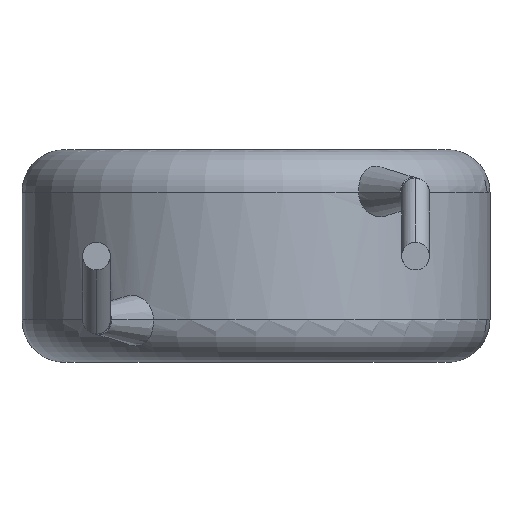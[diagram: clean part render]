
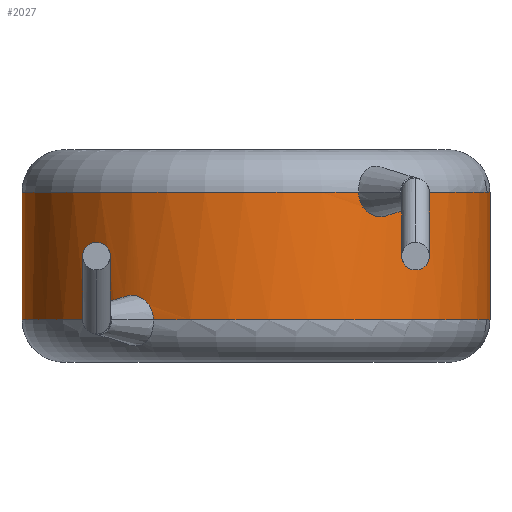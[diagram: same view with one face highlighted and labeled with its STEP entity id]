
A CAD part, front view. The second image highlights one B-rep face of the part: STEP entity #2027.
In plain terms, the highlighted cylindrical face has radius 5.5 mm (diameter 11 mm), a partial arc.
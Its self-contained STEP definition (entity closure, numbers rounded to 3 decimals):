
#62 = CARTESIAN_POINT ( 'NONE',  ( -5.5, 0., 4. ) ) ;
#118 = CARTESIAN_POINT ( 'NONE',  ( 0., 0., 4. ) ) ;
#248 = CARTESIAN_POINT ( 'NONE',  ( -2.409, -4.945, 1. ) ) ;
#335 = AXIS2_PLACEMENT_3D ( 'NONE', #2860, #585, #3804 ) ;
#457 = CARTESIAN_POINT ( 'NONE',  ( -2.409, -4.945, 1. ) ) ;
#458 = DIRECTION ( 'NONE',  ( 1., 0., 0. ) ) ;
#478 = CARTESIAN_POINT ( 'NONE',  ( 2.791, -4.742, 3.421 ) ) ;
#488 = VERTEX_POINT ( 'NONE', #3213 ) ;
#578 = CARTESIAN_POINT ( 'NONE',  ( -2.409, -4.945, 1.154 ) ) ;
#585 = DIRECTION ( 'NONE',  ( 0., 0., -1. ) ) ;
#599 = VERTEX_POINT ( 'NONE', #1256 ) ;
#615 = ORIENTED_EDGE ( 'NONE', *, *, #2515, .F. ) ;
#675 = VECTOR ( 'NONE', #1796, 1000. ) ;
#685 = VERTEX_POINT ( 'NONE', #3279 ) ;
#786 = CARTESIAN_POINT ( 'NONE',  ( 0., 0., 1. ) ) ;
#805 = DIRECTION ( 'NONE',  ( 1., 0., 0. ) ) ;
#808 = CARTESIAN_POINT ( 'NONE',  ( 3.399, -4.324, 4. ) ) ;
#819 = CARTESIAN_POINT ( 'NONE',  ( 3.049, -4.58, 3.421 ) ) ;
#936 = CIRCLE ( 'NONE', #335, 5.5 ) ;
#1100 = DIRECTION ( 'NONE',  ( 0., 0., -1. ) ) ;
#1101 = DIRECTION ( 'NONE',  ( -1., 0., 0. ) ) ;
#1110 = ORIENTED_EDGE ( 'NONE', *, *, #2041, .T. ) ;
#1127 = ORIENTED_EDGE ( 'NONE', *, *, #2218, .T. ) ;
#1155 = CARTESIAN_POINT ( 'NONE',  ( 5.5, 0., 4. ) ) ;
#1191 = CARTESIAN_POINT ( 'NONE',  ( 2.409, -4.945, 3.846 ) ) ;
#1221 = CARTESIAN_POINT ( 'NONE',  ( -3.173, -4.494, 1.519 ) ) ;
#1256 = CARTESIAN_POINT ( 'NONE',  ( -3.399, -4.324, 1. ) ) ;
#1257 = AXIS2_PLACEMENT_3D ( 'NONE', #118, #1100, #458 ) ;
#1341 = EDGE_CURVE ( 'NONE', #2896, #685, #2926, .T. ) ;
#1459 = ORIENTED_EDGE ( 'NONE', *, *, #1341, .F. ) ;
#1505 = FACE_OUTER_BOUND ( 'NONE', #2538, .T. ) ;
#1524 = CARTESIAN_POINT ( 'NONE',  ( 2.658, -4.816, 3.483 ) ) ;
#1591 = EDGE_CURVE ( 'NONE', #488, #2760, #936, .T. ) ;
#1796 = DIRECTION ( 'NONE',  ( 0., 0., -1. ) ) ;
#1845 = CARTESIAN_POINT ( 'NONE',  ( -3.349, -4.364, 1.303 ) ) ;
#1870 = B_SPLINE_CURVE_WITH_KNOTS ( 'NONE', 3,
 ( #2163, #1191, #4052, #1524, #478, #819, #2478, #3768, #2454, #4033 ),
 .UNSPECIFIED., .F., .F.,
 ( 4, 2, 2, 2, 4 ),
 ( 0., 0., 0.001, 0.001, 0.002 ),
 .UNSPECIFIED. ) ;
#1947 = CARTESIAN_POINT ( 'NONE',  ( -5.5, 0., 1. ) ) ;
#1983 = VERTEX_POINT ( 'NONE', #1947 ) ;
#2014 = ORIENTED_EDGE ( 'NONE', *, *, #3987, .T. ) ;
#2021 = AXIS2_PLACEMENT_3D ( 'NONE', #786, #2796, #805 ) ;
#2027 = ADVANCED_FACE ( 'NONE', ( #1505 ), #2102, .T. ) ;
#2041 = EDGE_CURVE ( 'NONE', #4208, #685, #3477, .T. ) ;
#2102 = CYLINDRICAL_SURFACE ( 'NONE', #3917, 5.5 ) ;
#2163 = CARTESIAN_POINT ( 'NONE',  ( 2.409, -4.945, 4. ) ) ;
#2184 = ORIENTED_EDGE ( 'NONE', *, *, #2298, .T. ) ;
#2218 = EDGE_CURVE ( 'NONE', #2896, #4064, #2966, .T. ) ;
#2298 = EDGE_CURVE ( 'NONE', #2760, #1983, #3164, .T. ) ;
#2363 = AXIS2_PLACEMENT_3D ( 'NONE', #3616, #2692, #3988 ) ;
#2377 = EDGE_CURVE ( 'NONE', #488, #4064, #1870, .T. ) ;
#2427 = CARTESIAN_POINT ( 'NONE',  ( -5.5, 0., 5. ) ) ;
#2454 = CARTESIAN_POINT ( 'NONE',  ( 3.399, -4.324, 3.846 ) ) ;
#2478 = CARTESIAN_POINT ( 'NONE',  ( 3.173, -4.494, 3.481 ) ) ;
#2515 = EDGE_CURVE ( 'NONE', #4208, #599, #2888, .T. ) ;
#2532 = CARTESIAN_POINT ( 'NONE',  ( -3.399, -4.324, 1. ) ) ;
#2538 = EDGE_LOOP ( 'NONE', ( #1459, #1127, #3783, #4102, #2184, #2014, #615, #1110 ) ) ;
#2692 = DIRECTION ( 'NONE',  ( 0., 0., 1. ) ) ;
#2760 = VERTEX_POINT ( 'NONE', #62 ) ;
#2796 = DIRECTION ( 'NONE',  ( 0., 0., 1. ) ) ;
#2860 = CARTESIAN_POINT ( 'NONE',  ( 0., 0., 4. ) ) ;
#2864 = CARTESIAN_POINT ( 'NONE',  ( -3.049, -4.58, 1.579 ) ) ;
#2888 = B_SPLINE_CURVE_WITH_KNOTS ( 'NONE', 3,
 ( #248, #578, #3205, #3160, #3507, #2864, #1221, #1845, #4108, #2532 ),
 .UNSPECIFIED., .F., .F.,
 ( 4, 2, 2, 2, 4 ),
 ( 0., 0., 0.001, 0.001, 0.002 ),
 .UNSPECIFIED. ) ;
#2896 = VERTEX_POINT ( 'NONE', #1155 ) ;
#2926 = LINE ( 'NONE', #3103, #675 ) ;
#2966 = CIRCLE ( 'NONE', #1257, 5.5 ) ;
#3103 = CARTESIAN_POINT ( 'NONE',  ( 5.5, 0., 5. ) ) ;
#3160 = CARTESIAN_POINT ( 'NONE',  ( -2.658, -4.816, 1.517 ) ) ;
#3164 = LINE ( 'NONE', #2427, #3517 ) ;
#3205 = CARTESIAN_POINT ( 'NONE',  ( -2.467, -4.917, 1.304 ) ) ;
#3213 = CARTESIAN_POINT ( 'NONE',  ( 2.409, -4.945, 4. ) ) ;
#3279 = CARTESIAN_POINT ( 'NONE',  ( 5.5, 0., 1. ) ) ;
#3344 = CARTESIAN_POINT ( 'NONE',  ( 0., 0., 5. ) ) ;
#3363 = DIRECTION ( 'NONE',  ( 0., 0., -1. ) ) ;
#3381 = DIRECTION ( 'NONE',  ( 0., 0., -1. ) ) ;
#3477 = CIRCLE ( 'NONE', #2363, 5.5 ) ;
#3507 = CARTESIAN_POINT ( 'NONE',  ( -2.791, -4.742, 1.579 ) ) ;
#3517 = VECTOR ( 'NONE', #3381, 1000. ) ;
#3575 = CIRCLE ( 'NONE', #2021, 5.5 ) ;
#3616 = CARTESIAN_POINT ( 'NONE',  ( 0., 0., 1. ) ) ;
#3768 = CARTESIAN_POINT ( 'NONE',  ( 3.349, -4.364, 3.697 ) ) ;
#3783 = ORIENTED_EDGE ( 'NONE', *, *, #2377, .F. ) ;
#3804 = DIRECTION ( 'NONE',  ( 1., 0., 0. ) ) ;
#3917 = AXIS2_PLACEMENT_3D ( 'NONE', #3344, #3363, #1101 ) ;
#3987 = EDGE_CURVE ( 'NONE', #1983, #599, #3575, .T. ) ;
#3988 = DIRECTION ( 'NONE',  ( 1., 0., 0. ) ) ;
#4033 = CARTESIAN_POINT ( 'NONE',  ( 3.399, -4.324, 4. ) ) ;
#4052 = CARTESIAN_POINT ( 'NONE',  ( 2.467, -4.917, 3.696 ) ) ;
#4064 = VERTEX_POINT ( 'NONE', #808 ) ;
#4102 = ORIENTED_EDGE ( 'NONE', *, *, #1591, .T. ) ;
#4108 = CARTESIAN_POINT ( 'NONE',  ( -3.399, -4.324, 1.154 ) ) ;
#4208 = VERTEX_POINT ( 'NONE', #457 ) ;
